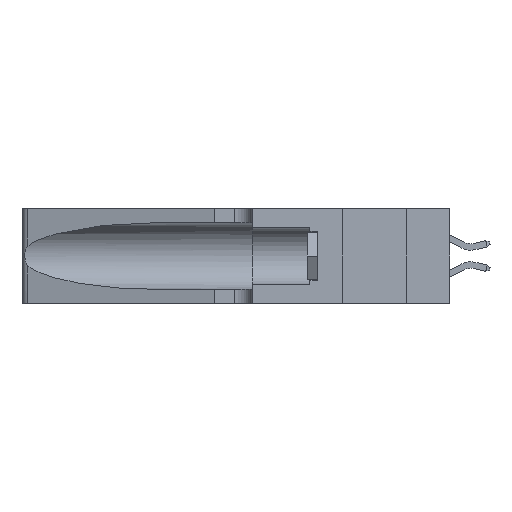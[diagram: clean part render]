
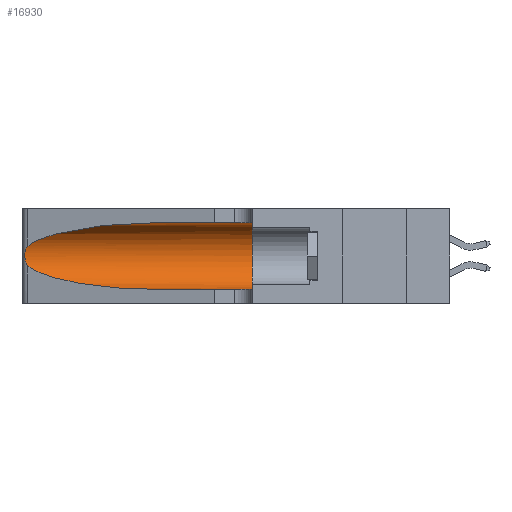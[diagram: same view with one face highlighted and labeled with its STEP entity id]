
A CAD part, left-side view. The second image highlights one B-rep face of the part: STEP entity #16930.
In plain terms, the highlighted cylindrical face has radius 3.308 mm (diameter 6.617 mm), a partial arc.
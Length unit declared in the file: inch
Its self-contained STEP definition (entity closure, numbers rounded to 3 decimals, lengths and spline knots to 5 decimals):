
#43 = CARTESIAN_POINT ( 'NONE',  ( 0.25854, 1.2359, 0.20912 ) ) ;
#199 = CARTESIAN_POINT ( 'NONE',  ( 0.1305, 0.72297, 0.31525 ) ) ;
#705 = ORIENTED_EDGE ( 'NONE', *, *, #22182, .F. ) ;
#1734 = CARTESIAN_POINT ( 'NONE',  ( 0.1305, 1.61858, 0.185 ) ) ;
#2258 = VERTEX_POINT ( 'NONE', #23272 ) ;
#2796 = CARTESIAN_POINT ( 'NONE',  ( 0.1305, 1.61858, 0.05475 ) ) ;
#2834 = CARTESIAN_POINT ( 'NONE',  ( 0.26075, 1.23896, 0.19203 ) ) ;
#3003 = CARTESIAN_POINT ( 'NONE',  ( 0.18966, 0.96281, 0.31525 ) ) ;
#3161 = CARTESIAN_POINT ( 'NONE',  ( 0.1305, 0.72297, 0.05475 ) ) ;
#4664 = FACE_OUTER_BOUND ( 'NONE', #21157, .T. ) ;
#5096 = CIRCLE ( 'NONE', #27199, 0.13025 ) ;
#5591 = CARTESIAN_POINT ( 'NONE',  ( 0.26017, 1.23833, 0.17102 ) ) ;
#6728 = VERTEX_POINT ( 'NONE', #26553 ) ;
#7063 = VECTOR ( 'NONE', #15983, 39.37008 ) ;
#7694 = VERTEX_POINT ( 'NONE', #33203 ) ;
#8288 = CARTESIAN_POINT ( 'NONE',  ( 0.25789, 1.23486, 0.15765 ) ) ;
#8437 = CARTESIAN_POINT ( 'NONE',  ( 0.25487, 1.22718, 0.22369 ) ) ;
#9132 = ORIENTED_EDGE ( 'NONE', *, *, #20658, .T. ) ;
#10650 = CARTESIAN_POINT ( 'NONE',  ( 0.25487, 1.22718, 0.14631 ) ) ;
#10804 = CARTESIAN_POINT ( 'NONE',  ( 0.25487, 1.22718, 0.22369 ) ) ;
#10919 = CARTESIAN_POINT ( 'NONE',  ( 0.25555, 1.22993, 0.14849 ) ) ;
#12605 = CARTESIAN_POINT ( 'NONE',  ( 0.1305, 0.35, 0.185 ) ) ;
#13170 = VECTOR ( 'NONE', #21805, 39.37008 ) ;
#13277 = CARTESIAN_POINT ( 'NONE',  ( 0.2373, 1.15595, 0.08982 ) ) ;
#13430 = CARTESIAN_POINT ( 'NONE',  ( 0.25555, 1.22994, 0.2215 ) ) ;
#13684 = EDGE_CURVE ( 'NONE', #17375, #7694, #18127, .T. ) ;
#15028 = DIRECTION ( 'NONE',  ( 0., 0., -1. ) ) ;
#15244 = DIRECTION ( 'NONE',  ( 0., 0., 1. ) ) ;
#15289 = ORIENTED_EDGE ( 'NONE', *, *, #21310, .T. ) ;
#15880 = CARTESIAN_POINT ( 'NONE',  ( 0.1305, 0.72297, 0.05475 ) ) ;
#15983 = DIRECTION ( 'NONE',  ( 0., -1., 0. ) ) ;
#16028 = CARTESIAN_POINT ( 'NONE',  ( 0.25787, 1.23484, 0.2124 ) ) ;
#16930 = ADVANCED_FACE ( 'NONE', ( #4664 ), #17843, .F. ) ;
#17375 = VERTEX_POINT ( 'NONE', #29832 ) ;
#17762 = VERTEX_POINT ( 'NONE', #25971 ) ;
#17821 = EDGE_CURVE ( 'NONE', #6728, #29910, #33823, .T. ) ;
#17843 = CYLINDRICAL_SURFACE ( 'NONE', #32571, 0.13025 ) ;
#18048 = ORIENTED_EDGE ( 'NONE', *, *, #13684, .T. ) ;
#18127 =( BOUNDED_CURVE ( )  B_SPLINE_CURVE ( 3, ( #199, #3003, #24138, #8437 ),
 .UNSPECIFIED., .F., .T. ) 
 B_SPLINE_CURVE_WITH_KNOTS ( ( 4, 4 ),
 ( 1.5708, 2.84003 ),
 .UNSPECIFIED. ) 
 CURVE ( )  GEOMETRIC_REPRESENTATION_ITEM ( )  RATIONAL_B_SPLINE_CURVE ( ( 1., 0.87, 0.87, 1. ) ) 
 REPRESENTATION_ITEM ( '' )  );
#18672 = CARTESIAN_POINT ( 'NONE',  ( 0.26018, 1.23835, 0.19895 ) ) ;
#19368 = LINE ( 'NONE', #2796, #7063 ) ;
#19781 = ORIENTED_EDGE ( 'NONE', *, *, #17821, .T. ) ;
#20658 = EDGE_CURVE ( 'NONE', #7694, #6728, #27750, .T. ) ;
#20966 = LINE ( 'NONE', #29650, #13170 ) ;
#21157 = EDGE_LOOP ( 'NONE', ( #18048, #9132, #19781, #15289, #22271, #705 ) ) ;
#21310 = EDGE_CURVE ( 'NONE', #29910, #2258, #19368, .T. ) ;
#21320 = CARTESIAN_POINT ( 'NONE',  ( 0.26075, 1.23896, 0.178 ) ) ;
#21805 = DIRECTION ( 'NONE',  ( 0., -1., 0. ) ) ;
#22182 = EDGE_CURVE ( 'NONE', #17375, #17762, #20966, .T. ) ;
#22271 = ORIENTED_EDGE ( 'NONE', *, *, #31479, .F. ) ;
#23272 = CARTESIAN_POINT ( 'NONE',  ( 0.1305, 0.35, 0.05475 ) ) ;
#23987 = CARTESIAN_POINT ( 'NONE',  ( 0.25856, 1.23593, 0.16098 ) ) ;
#24138 = CARTESIAN_POINT ( 'NONE',  ( 0.2373, 1.15595, 0.28018 ) ) ;
#25971 = CARTESIAN_POINT ( 'NONE',  ( 0.1305, 0.35, 0.31525 ) ) ;
#26553 = CARTESIAN_POINT ( 'NONE',  ( 0.25487, 1.22718, 0.14631 ) ) ;
#26567 = CARTESIAN_POINT ( 'NONE',  ( 0.25639, 1.23186, 0.15144 ) ) ;
#27199 = AXIS2_PLACEMENT_3D ( 'NONE', #12605, #30871, #15244 ) ;
#27750 = B_SPLINE_CURVE_WITH_KNOTS ( 'NONE', 3,
 ( #10804, #13430, #31680, #16028, #43, #18672, #2834, #21320, #5591, #23987, #8288, #26567, #10919, #29187 ),
 .UNSPECIFIED., .F., .F.,
 ( 4, 2, 2, 2, 2, 2, 4 ),
 ( 0., 0.00027, 0.00053, 0.00107, 0.0016, 0.00187, 0.00214 ),
 .UNSPECIFIED. ) ;
#29187 = CARTESIAN_POINT ( 'NONE',  ( 0.25487, 1.22718, 0.14631 ) ) ;
#29650 = CARTESIAN_POINT ( 'NONE',  ( 0.1305, 1.61858, 0.31525 ) ) ;
#29832 = CARTESIAN_POINT ( 'NONE',  ( 0.1305, 0.72297, 0.31525 ) ) ;
#29910 = VERTEX_POINT ( 'NONE', #3161 ) ;
#30871 = DIRECTION ( 'NONE',  ( 0., 1., 0. ) ) ;
#31479 = EDGE_CURVE ( 'NONE', #17762, #2258, #5096, .T. ) ;
#31518 = CARTESIAN_POINT ( 'NONE',  ( 0.18966, 0.96281, 0.05475 ) ) ;
#31680 = CARTESIAN_POINT ( 'NONE',  ( 0.25639, 1.23184, 0.21858 ) ) ;
#32571 = AXIS2_PLACEMENT_3D ( 'NONE', #1734, #33149, #15028 ) ;
#33149 = DIRECTION ( 'NONE',  ( 0., -1., 0. ) ) ;
#33203 = CARTESIAN_POINT ( 'NONE',  ( 0.25487, 1.22718, 0.22369 ) ) ;
#33823 =( BOUNDED_CURVE ( )  B_SPLINE_CURVE ( 3, ( #10650, #13277, #31518, #15880 ),
 .UNSPECIFIED., .F., .F. ) 
 B_SPLINE_CURVE_WITH_KNOTS ( ( 4, 4 ),
 ( 3.44316, 4.71239 ),
 .UNSPECIFIED. ) 
 CURVE ( )  GEOMETRIC_REPRESENTATION_ITEM ( )  RATIONAL_B_SPLINE_CURVE ( ( 1., 0.87, 0.87, 1. ) ) 
 REPRESENTATION_ITEM ( '' )  );
